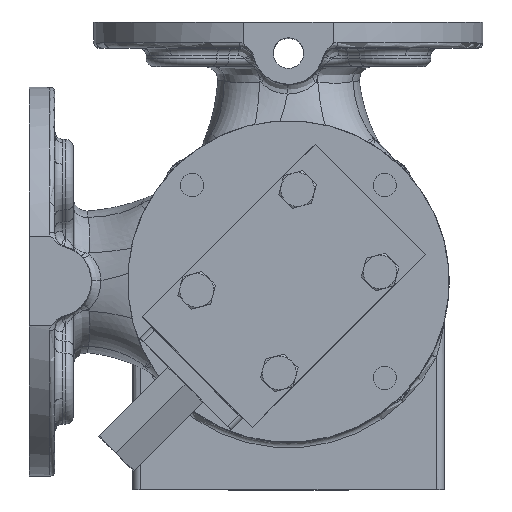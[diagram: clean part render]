
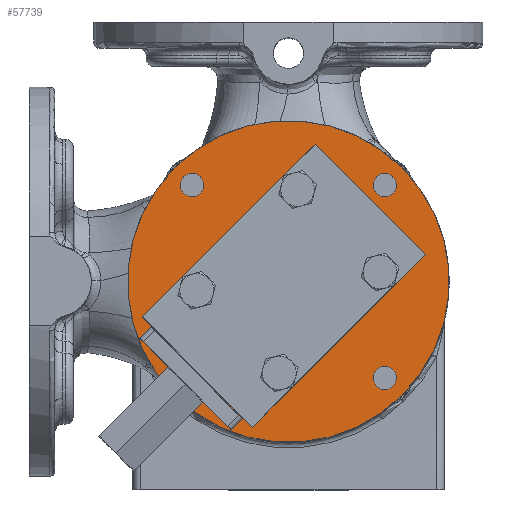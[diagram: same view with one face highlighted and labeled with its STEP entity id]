
A CAD part, top view. The second image highlights one B-rep face of the part: STEP entity #57739.
In plain terms, the highlighted planar face has unit normal (0, 0, 1).
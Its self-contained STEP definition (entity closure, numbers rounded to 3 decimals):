
#9912=CARTESIAN_POINT('',(0.,0.,201.));
#9913=DIRECTION('',(0.,0.,1.));
#9914=DIRECTION('',(-0.707,-0.707,0.));
#9915=AXIS2_PLACEMENT_3D('',#9912,#9913,#9914);
#9917=CARTESIAN_POINT('',(0.,0.,201.));
#9918=DIRECTION('',(0.,0.,1.));
#9919=DIRECTION('',(0.707,0.707,0.));
#9920=AXIS2_PLACEMENT_3D('',#9917,#9918,#9919);
#9922=CARTESIAN_POINT('',(-37.123,37.123,201.));
#9923=DIRECTION('',(0.,0.,1.));
#9924=DIRECTION('',(-0.707,-0.707,0.));
#9925=AXIS2_PLACEMENT_3D('',#9922,#9923,#9924);
#9927=CARTESIAN_POINT('',(-37.123,37.123,201.));
#9928=DIRECTION('',(0.,0.,1.));
#9929=DIRECTION('',(0.707,0.707,0.));
#9930=AXIS2_PLACEMENT_3D('',#9927,#9928,#9929);
#9932=CARTESIAN_POINT('',(37.123,37.123,201.));
#9933=DIRECTION('',(0.,0.,1.));
#9934=DIRECTION('',(-0.707,0.707,0.));
#9935=AXIS2_PLACEMENT_3D('',#9932,#9933,#9934);
#9937=CARTESIAN_POINT('',(37.123,37.123,201.));
#9938=DIRECTION('',(0.,0.,1.));
#9939=DIRECTION('',(0.707,-0.707,0.));
#9940=AXIS2_PLACEMENT_3D('',#9937,#9938,#9939);
#9942=CARTESIAN_POINT('',(37.123,-37.123,201.));
#9943=DIRECTION('',(0.,0.,1.));
#9944=DIRECTION('',(0.707,0.707,0.));
#9945=AXIS2_PLACEMENT_3D('',#9942,#9943,#9944);
#9947=CARTESIAN_POINT('',(37.123,-37.123,201.));
#9948=DIRECTION('',(0.,0.,1.));
#9949=DIRECTION('',(-0.707,-0.707,0.));
#9950=AXIS2_PLACEMENT_3D('',#9947,#9948,#9949);
#9952=CARTESIAN_POINT('',(-37.123,-37.123,201.));
#9953=DIRECTION('',(0.,0.,1.));
#9954=DIRECTION('',(0.707,-0.707,0.));
#9955=AXIS2_PLACEMENT_3D('',#9952,#9953,#9954);
#9957=CARTESIAN_POINT('',(-37.123,-37.123,201.));
#9958=DIRECTION('',(0.,0.,1.));
#9959=DIRECTION('',(-0.707,0.707,0.));
#9960=AXIS2_PLACEMENT_3D('',#9957,#9958,#9959);
#9962=CARTESIAN_POINT('',(-19.445,-19.445,201.));
#9963=DIRECTION('',(0.,0.,-1.));
#9964=DIRECTION('',(0.707,0.707,0.));
#9965=AXIS2_PLACEMENT_3D('',#9962,#9963,#9964);
#9967=CARTESIAN_POINT('',(-19.445,-19.445,201.));
#9968=DIRECTION('',(0.,0.,-1.));
#9969=DIRECTION('',(-0.707,-0.707,0.));
#9970=AXIS2_PLACEMENT_3D('',#9967,#9968,#9969);
#9972=CARTESIAN_POINT('',(19.445,19.445,201.));
#9973=DIRECTION('',(0.,0.,-1.));
#9974=DIRECTION('',(0.707,0.707,0.));
#9975=AXIS2_PLACEMENT_3D('',#9972,#9973,#9974);
#9977=CARTESIAN_POINT('',(19.445,19.445,201.));
#9978=DIRECTION('',(0.,0.,-1.));
#9979=DIRECTION('',(-0.707,-0.707,0.));
#9980=AXIS2_PLACEMENT_3D('',#9977,#9978,#9979);
#9982=CARTESIAN_POINT('',(-8.132,8.132,201.));
#9983=DIRECTION('',(0.,0.,-1.));
#9984=DIRECTION('',(0.707,0.707,0.));
#9985=AXIS2_PLACEMENT_3D('',#9982,#9983,#9984);
#9987=CARTESIAN_POINT('',(-8.132,8.132,201.));
#9988=DIRECTION('',(0.,0.,-1.));
#9989=DIRECTION('',(-0.707,-0.707,0.));
#9990=AXIS2_PLACEMENT_3D('',#9987,#9988,#9989);
#9992=CARTESIAN_POINT('',(-35.355,-3.536,201.));
#9993=DIRECTION('',(0.,0.,-1.));
#9994=DIRECTION('',(0.707,-0.707,0.));
#9995=AXIS2_PLACEMENT_3D('',#9992,#9993,#9994);
#9997=CARTESIAN_POINT('',(-35.355,-3.536,201.));
#9998=DIRECTION('',(0.,0.,-1.));
#9999=DIRECTION('',(-0.707,0.707,0.));
#10000=AXIS2_PLACEMENT_3D('',#9997,#9998,#9999);
#10002=CARTESIAN_POINT('',(3.536,35.355,201.));
#10003=DIRECTION('',(0.,0.,-1.));
#10004=DIRECTION('',(0.707,-0.707,0.));
#10005=AXIS2_PLACEMENT_3D('',#10002,#10003,#10004);
#10007=CARTESIAN_POINT('',(3.536,35.355,201.));
#10008=DIRECTION('',(0.,0.,-1.));
#10009=DIRECTION('',(-0.707,0.707,0.));
#10010=AXIS2_PLACEMENT_3D('',#10007,#10008,#10009);
#10012=CARTESIAN_POINT('',(35.355,3.536,201.));
#10013=DIRECTION('',(0.,0.,-1.));
#10014=DIRECTION('',(0.707,-0.707,0.));
#10015=AXIS2_PLACEMENT_3D('',#10012,#10013,#10014);
#10017=CARTESIAN_POINT('',(35.355,3.536,201.));
#10018=DIRECTION('',(0.,0.,-1.));
#10019=DIRECTION('',(-0.707,0.707,0.));
#10020=AXIS2_PLACEMENT_3D('',#10017,#10018,#10019);
#10022=CARTESIAN_POINT('',(-3.536,-35.355,201.));
#10023=DIRECTION('',(0.,0.,-1.));
#10024=DIRECTION('',(0.707,-0.707,0.));
#10025=AXIS2_PLACEMENT_3D('',#10022,#10023,#10024);
#10027=CARTESIAN_POINT('',(-3.536,-35.355,201.));
#10028=DIRECTION('',(0.,0.,-1.));
#10029=DIRECTION('',(-0.707,0.707,0.));
#10030=AXIS2_PLACEMENT_3D('',#10027,#10028,#10029);
#32621=CARTESIAN_POINT('',(-43.841,-43.841,201.));
#32622=CARTESIAN_POINT('',(43.841,43.841,201.));
#32623=VERTEX_POINT('',#32621);
#32624=VERTEX_POINT('',#32622);
#32625=CARTESIAN_POINT('',(-40.305,33.941,201.));
#32626=CARTESIAN_POINT('',(-33.941,40.305,201.));
#32627=VERTEX_POINT('',#32625);
#32628=VERTEX_POINT('',#32626);
#32629=CARTESIAN_POINT('',(33.941,40.305,201.));
#32630=CARTESIAN_POINT('',(40.305,33.941,201.));
#32631=VERTEX_POINT('',#32629);
#32632=VERTEX_POINT('',#32630);
#32633=CARTESIAN_POINT('',(40.305,-33.941,201.));
#32634=CARTESIAN_POINT('',(33.941,-40.305,201.));
#32635=VERTEX_POINT('',#32633);
#32636=VERTEX_POINT('',#32634);
#32637=CARTESIAN_POINT('',(-33.941,-40.305,201.));
#32638=CARTESIAN_POINT('',(-40.305,-33.941,201.));
#32639=VERTEX_POINT('',#32637);
#32640=VERTEX_POINT('',#32638);
#32641=CARTESIAN_POINT('',(-12.374,-12.374,201.));
#32642=CARTESIAN_POINT('',(-26.517,-26.517,201.));
#32643=VERTEX_POINT('',#32641);
#32644=VERTEX_POINT('',#32642);
#32645=CARTESIAN_POINT('',(26.517,26.517,201.));
#32646=CARTESIAN_POINT('',(12.374,12.374,201.));
#32647=VERTEX_POINT('',#32645);
#32648=VERTEX_POINT('',#32646);
#32649=CARTESIAN_POINT('',(-1.768,14.496,201.));
#32650=CARTESIAN_POINT('',(-14.496,1.768,201.));
#32651=VERTEX_POINT('',#32649);
#32652=VERTEX_POINT('',#32650);
#33027=CARTESIAN_POINT('',(-32.527,-6.364,201.));
#33028=CARTESIAN_POINT('',(-38.184,-0.707,201.));
#33029=VERTEX_POINT('',#33027);
#33030=VERTEX_POINT('',#33028);
#33081=CARTESIAN_POINT('',(6.364,32.527,201.));
#33082=CARTESIAN_POINT('',(0.707,38.184,201.));
#33083=VERTEX_POINT('',#33081);
#33084=VERTEX_POINT('',#33082);
#33135=CARTESIAN_POINT('',(38.184,0.707,201.));
#33136=CARTESIAN_POINT('',(32.527,6.364,201.));
#33137=VERTEX_POINT('',#33135);
#33138=VERTEX_POINT('',#33136);
#33189=CARTESIAN_POINT('',(-0.707,-38.184,201.));
#33190=CARTESIAN_POINT('',(-6.364,-32.527,201.));
#33191=VERTEX_POINT('',#33189);
#33192=VERTEX_POINT('',#33190);
#57664=CARTESIAN_POINT('',(0.,0.,201.));
#57665=DIRECTION('',(0.,0.,1.));
#57666=DIRECTION('',(-0.707,-0.707,0.));
#57667=AXIS2_PLACEMENT_3D('',#57664,#57665,#57666);
#57668=PLANE('',#57667);
#57669=ORIENTED_EDGE('',*,*,#42950,.F.);
#57670=ORIENTED_EDGE('',*,*,#57618,.F.);
#57671=EDGE_LOOP('',(#57669,#57670));
#57672=FACE_OUTER_BOUND('',#57671,.F.);
#57674=ORIENTED_EDGE('',*,*,#57673,.T.);
#57676=ORIENTED_EDGE('',*,*,#57675,.T.);
#57677=EDGE_LOOP('',(#57674,#57676));
#57678=FACE_BOUND('',#57677,.F.);
#57680=ORIENTED_EDGE('',*,*,#57679,.T.);
#57682=ORIENTED_EDGE('',*,*,#57681,.T.);
#57683=EDGE_LOOP('',(#57680,#57682));
#57684=FACE_BOUND('',#57683,.F.);
#57686=ORIENTED_EDGE('',*,*,#57685,.T.);
#57688=ORIENTED_EDGE('',*,*,#57687,.T.);
#57689=EDGE_LOOP('',(#57686,#57688));
#57690=FACE_BOUND('',#57689,.F.);
#57692=ORIENTED_EDGE('',*,*,#57691,.T.);
#57694=ORIENTED_EDGE('',*,*,#57693,.T.);
#57695=EDGE_LOOP('',(#57692,#57694));
#57696=FACE_BOUND('',#57695,.F.);
#57698=ORIENTED_EDGE('',*,*,#57697,.F.);
#57700=ORIENTED_EDGE('',*,*,#57699,.F.);
#57701=EDGE_LOOP('',(#57698,#57700));
#57702=FACE_BOUND('',#57701,.F.);
#57704=ORIENTED_EDGE('',*,*,#57703,.F.);
#57706=ORIENTED_EDGE('',*,*,#57705,.F.);
#57707=EDGE_LOOP('',(#57704,#57706));
#57708=FACE_BOUND('',#57707,.F.);
#57710=ORIENTED_EDGE('',*,*,#57709,.F.);
#57712=ORIENTED_EDGE('',*,*,#57711,.F.);
#57713=EDGE_LOOP('',(#57710,#57712));
#57714=FACE_BOUND('',#57713,.F.);
#57716=ORIENTED_EDGE('',*,*,#57715,.F.);
#57718=ORIENTED_EDGE('',*,*,#57717,.F.);
#57719=EDGE_LOOP('',(#57716,#57718));
#57720=FACE_BOUND('',#57719,.F.);
#57722=ORIENTED_EDGE('',*,*,#57721,.F.);
#57724=ORIENTED_EDGE('',*,*,#57723,.F.);
#57725=EDGE_LOOP('',(#57722,#57724));
#57726=FACE_BOUND('',#57725,.F.);
#57728=ORIENTED_EDGE('',*,*,#57727,.F.);
#57730=ORIENTED_EDGE('',*,*,#57729,.F.);
#57731=EDGE_LOOP('',(#57728,#57730));
#57732=FACE_BOUND('',#57731,.F.);
#57734=ORIENTED_EDGE('',*,*,#57733,.F.);
#57736=ORIENTED_EDGE('',*,*,#57735,.F.);
#57737=EDGE_LOOP('',(#57734,#57736));
#57738=FACE_BOUND('',#57737,.F.);
#57739=ADVANCED_FACE('',(#57672,#57678,#57684,#57690,#57696,#57702,#57708,
#57714,#57720,#57726,#57732,#57738),#57668,.T.);
#9916=CIRCLE('',#9915,62.);
#9921=CIRCLE('',#9920,62.);
#9926=CIRCLE('',#9925,4.5);
#9931=CIRCLE('',#9930,4.5);
#9936=CIRCLE('',#9935,4.5);
#9941=CIRCLE('',#9940,4.5);
#9946=CIRCLE('',#9945,4.5);
#9951=CIRCLE('',#9950,4.5);
#9956=CIRCLE('',#9955,4.5);
#9961=CIRCLE('',#9960,4.5);
#9966=CIRCLE('',#9965,10.);
#9971=CIRCLE('',#9970,10.);
#9976=CIRCLE('',#9975,10.);
#9981=CIRCLE('',#9980,10.);
#9986=CIRCLE('',#9985,9.);
#9991=CIRCLE('',#9990,9.);
#9996=CIRCLE('',#9995,4.);
#10001=CIRCLE('',#10000,4.);
#10006=CIRCLE('',#10005,4.);
#10011=CIRCLE('',#10010,4.);
#10016=CIRCLE('',#10015,4.);
#10021=CIRCLE('',#10020,4.);
#10026=CIRCLE('',#10025,4.);
#10031=CIRCLE('',#10030,4.);
#42950=EDGE_CURVE('',#32623,#32624,#9916,.T.);
#57618=EDGE_CURVE('',#32624,#32623,#9921,.T.);
#57673=EDGE_CURVE('',#32627,#32628,#9926,.T.);
#57675=EDGE_CURVE('',#32628,#32627,#9931,.T.);
#57679=EDGE_CURVE('',#32631,#32632,#9936,.T.);
#57681=EDGE_CURVE('',#32632,#32631,#9941,.T.);
#57685=EDGE_CURVE('',#32635,#32636,#9946,.T.);
#57687=EDGE_CURVE('',#32636,#32635,#9951,.T.);
#57691=EDGE_CURVE('',#32639,#32640,#9956,.T.);
#57693=EDGE_CURVE('',#32640,#32639,#9961,.T.);
#57697=EDGE_CURVE('',#32643,#32644,#9966,.T.);
#57699=EDGE_CURVE('',#32644,#32643,#9971,.T.);
#57703=EDGE_CURVE('',#32647,#32648,#9976,.T.);
#57705=EDGE_CURVE('',#32648,#32647,#9981,.T.);
#57709=EDGE_CURVE('',#32651,#32652,#9986,.T.);
#57711=EDGE_CURVE('',#32652,#32651,#9991,.T.);
#57715=EDGE_CURVE('',#33029,#33030,#9996,.T.);
#57717=EDGE_CURVE('',#33030,#33029,#10001,.T.);
#57721=EDGE_CURVE('',#33083,#33084,#10006,.T.);
#57723=EDGE_CURVE('',#33084,#33083,#10011,.T.);
#57727=EDGE_CURVE('',#33137,#33138,#10016,.T.);
#57729=EDGE_CURVE('',#33138,#33137,#10021,.T.);
#57733=EDGE_CURVE('',#33191,#33192,#10026,.T.);
#57735=EDGE_CURVE('',#33192,#33191,#10031,.T.);
